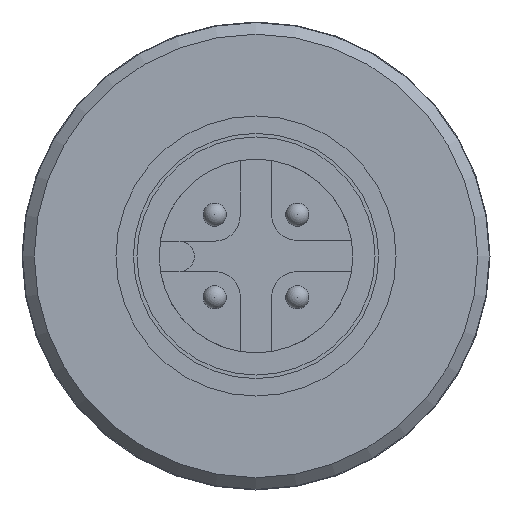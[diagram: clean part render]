
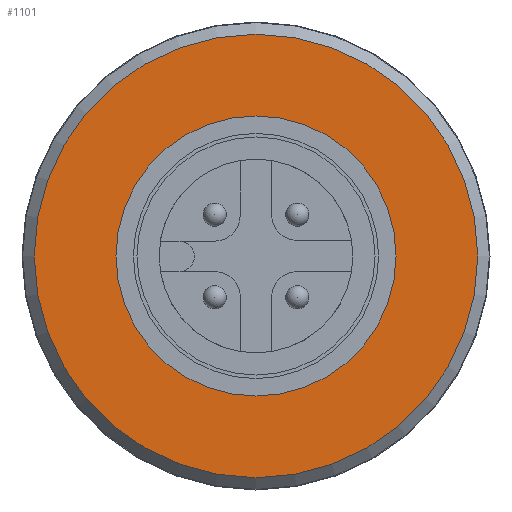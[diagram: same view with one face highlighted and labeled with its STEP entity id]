
A CAD part, front view. The second image highlights one B-rep face of the part: STEP entity #1101.
In plain terms, the highlighted planar face has unit normal (0, -1, 0).
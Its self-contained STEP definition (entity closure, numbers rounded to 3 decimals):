
#167=PLANE($,#1201);
#206=FACE_BOUND($,#364,.T.);
#276=FACE_OUTER_BOUND($,#363,.T.);
#363=EDGE_LOOP($,(#832));
#364=EDGE_LOOP($,(#833));
#468=CIRCLE($,#1200,9.5);
#469=CIRCLE($,#1202,5.);
#552=VERTEX_POINT($,#1765);
#553=VERTEX_POINT($,#1768);
#666=EDGE_CURVE($,#552,#552,#468,.T.);
#667=EDGE_CURVE($,#553,#553,#469,.T.);
#832=ORIENTED_EDGE($,*,*,#666,.T.);
#833=ORIENTED_EDGE($,*,*,#667,.F.);
#1101=ADVANCED_FACE($,(#276,#206),#167,.T.);
#1200=AXIS2_PLACEMENT_3D($,#1766,#1403,#1404);
#1201=AXIS2_PLACEMENT_3D($,#1767,#1405,#1406);
#1202=AXIS2_PLACEMENT_3D($,#1769,#1407,#1408);
#1403=DIRECTION('center_axis',(0.,-1.,0.));
#1404=DIRECTION('ref_axis',(-1.,0.,0.));
#1405=DIRECTION('center_axis',(0.,-1.,0.));
#1406=DIRECTION('ref_axis',(0.,0.,-1.));
#1407=DIRECTION('center_axis',(0.,-1.,0.));
#1408=DIRECTION('ref_axis',(1.,0.,0.));
#1765=CARTESIAN_POINT('',(9.5,1.2,0.));
#1766=CARTESIAN_POINT('Origin',(0.,1.2,0.));
#1767=CARTESIAN_POINT('Origin',(-10.45,1.2,0.));
#1768=CARTESIAN_POINT('',(5.,1.2,0.));
#1769=CARTESIAN_POINT('Origin',(0.,1.2,0.));
